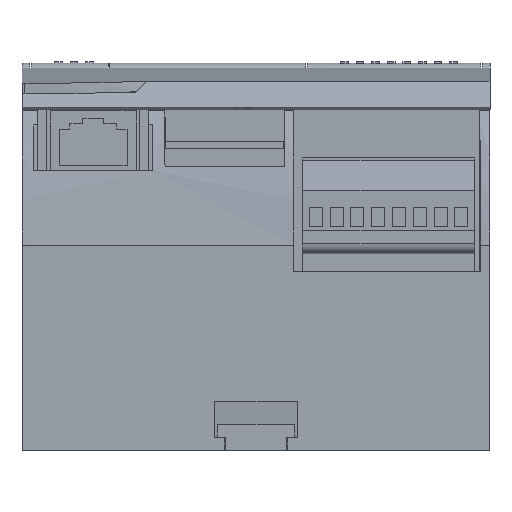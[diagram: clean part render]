
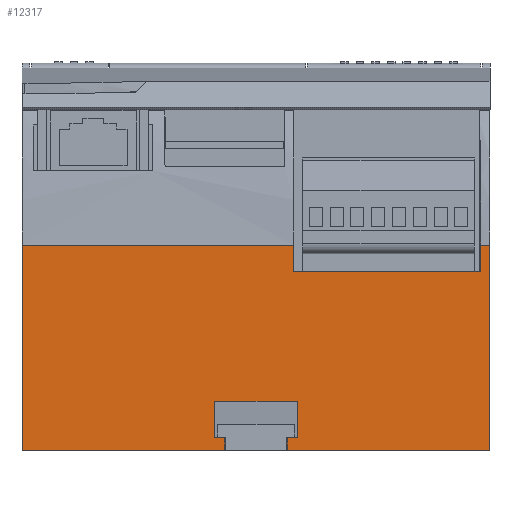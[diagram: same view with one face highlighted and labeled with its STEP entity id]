
A CAD part, front view. The second image highlights one B-rep face of the part: STEP entity #12317.
In plain terms, the highlighted planar face has unit normal (0, -1, 0).
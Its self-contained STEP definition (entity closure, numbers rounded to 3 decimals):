
#12317=ADVANCED_FACE('',(#18545),#15636,.F.);
#15636=PLANE('',#68561);
#18545=FACE_OUTER_BOUND('',#21595,.T.);
#21595=EDGE_LOOP('',(#39489,#39490,#39491,#39492,#39493,#39494,#39495,#39496,
#39497,#39498,#39499,#39500,#39501,#39502,#39503,#39504));
#25332=LINE('',#85956,#32229);
#25336=LINE('',#85963,#32233);
#25365=LINE('',#86030,#32262);
#25366=LINE('',#86033,#32263);
#25367=LINE('',#86035,#32264);
#25368=LINE('',#86037,#32265);
#25369=LINE('',#86039,#32266);
#25370=LINE('',#86041,#32267);
#25371=LINE('',#86043,#32268);
#25372=LINE('',#86044,#32269);
#25373=LINE('',#86046,#32270);
#25374=LINE('',#86048,#32271);
#25375=LINE('',#86049,#32272);
#25376=LINE('',#86051,#32273);
#25377=LINE('',#86053,#32274);
#25378=LINE('',#86055,#32275);
#32229=VECTOR('',#71995,1.);
#32233=VECTOR('',#72003,1.);
#32262=VECTOR('',#72040,1.);
#32263=VECTOR('',#72041,1.);
#32264=VECTOR('',#72042,1.);
#32265=VECTOR('',#72043,1.);
#32266=VECTOR('',#72044,1.);
#32267=VECTOR('',#72045,1.);
#32268=VECTOR('',#72046,1.);
#32269=VECTOR('',#72047,1.);
#32270=VECTOR('',#72048,1.);
#32271=VECTOR('',#72049,1.);
#32272=VECTOR('',#72050,1.);
#32273=VECTOR('',#72051,1.);
#32274=VECTOR('',#72052,1.);
#32275=VECTOR('',#72053,1.);
#39489=ORIENTED_EDGE('',*,*,#60454,.F.);
#39490=ORIENTED_EDGE('',*,*,#60455,.T.);
#39491=ORIENTED_EDGE('',*,*,#60456,.T.);
#39492=ORIENTED_EDGE('',*,*,#60457,.F.);
#39493=ORIENTED_EDGE('',*,*,#60458,.F.);
#39494=ORIENTED_EDGE('',*,*,#60459,.F.);
#39495=ORIENTED_EDGE('',*,*,#60460,.T.);
#39496=ORIENTED_EDGE('',*,*,#60423,.T.);
#39497=ORIENTED_EDGE('',*,*,#60461,.T.);
#39498=ORIENTED_EDGE('',*,*,#60462,.F.);
#39499=ORIENTED_EDGE('',*,*,#60463,.T.);
#39500=ORIENTED_EDGE('',*,*,#60419,.F.);
#39501=ORIENTED_EDGE('',*,*,#60464,.T.);
#39502=ORIENTED_EDGE('',*,*,#60465,.T.);
#39503=ORIENTED_EDGE('',*,*,#60466,.T.);
#39504=ORIENTED_EDGE('',*,*,#60467,.F.);
#55127=VERTEX_POINT('',#85955);
#55128=VERTEX_POINT('',#85957);
#55129=VERTEX_POINT('',#85964);
#55130=VERTEX_POINT('',#85965);
#55155=VERTEX_POINT('',#86031);
#55156=VERTEX_POINT('',#86032);
#55157=VERTEX_POINT('',#86034);
#55158=VERTEX_POINT('',#86036);
#55159=VERTEX_POINT('',#86038);
#55160=VERTEX_POINT('',#86040);
#55161=VERTEX_POINT('',#86042);
#55162=VERTEX_POINT('',#86045);
#55163=VERTEX_POINT('',#86047);
#55164=VERTEX_POINT('',#86050);
#55165=VERTEX_POINT('',#86052);
#55166=VERTEX_POINT('',#86054);
#60419=EDGE_CURVE('',#55127,#55128,#25332,.T.);
#60423=EDGE_CURVE('',#55129,#55130,#25336,.T.);
#60454=EDGE_CURVE('',#55155,#55156,#25365,.T.);
#60455=EDGE_CURVE('',#55155,#55157,#25366,.T.);
#60456=EDGE_CURVE('',#55157,#55158,#25367,.T.);
#60457=EDGE_CURVE('',#55159,#55158,#25368,.T.);
#60458=EDGE_CURVE('',#55160,#55159,#25369,.T.);
#60459=EDGE_CURVE('',#55161,#55160,#25370,.T.);
#60460=EDGE_CURVE('',#55161,#55129,#25371,.T.);
#60461=EDGE_CURVE('',#55130,#55162,#25372,.T.);
#60462=EDGE_CURVE('',#55163,#55162,#25373,.T.);
#60463=EDGE_CURVE('',#55163,#55128,#25374,.T.);
#60464=EDGE_CURVE('',#55127,#55164,#25375,.T.);
#60465=EDGE_CURVE('',#55164,#55165,#25376,.T.);
#60466=EDGE_CURVE('',#55165,#55166,#25377,.T.);
#60467=EDGE_CURVE('',#55156,#55166,#25378,.T.);
#68561=AXIS2_PLACEMENT_3D('',#86056,#72054,#72055);
#71995=DIRECTION('',(-1.,0.,0.));
#72003=DIRECTION('',(-1.,0.,0.));
#72040=DIRECTION('',(0.,0.,1.));
#72041=DIRECTION('',(-1.,0.,0.));
#72042=DIRECTION('',(0.,0.,-1.));
#72043=DIRECTION('',(-1.,0.,0.));
#72044=DIRECTION('',(0.,0.,-1.));
#72045=DIRECTION('',(1.,0.,0.));
#72046=DIRECTION('',(0.,0.,-1.));
#72047=DIRECTION('',(0.,0.,1.));
#72048=DIRECTION('',(1.,0.,0.));
#72049=DIRECTION('',(0.,0.,-1.));
#72050=DIRECTION('',(0.,0.,1.));
#72051=DIRECTION('',(-1.,0.,0.));
#72052=DIRECTION('',(0.,0.,1.));
#72053=DIRECTION('',(-1.,0.,0.));
#72054=DIRECTION('',(0.,1.,0.));
#72055=DIRECTION('',(0.,0.,1.));
#85955=CARTESIAN_POINT('',(39.,0.,-30.98));
#85956=CARTESIAN_POINT('',(90.,0.,-30.98));
#85957=CARTESIAN_POINT('',(0.,0.,-30.98));
#85963=CARTESIAN_POINT('',(90.,0.,3.52));
#85964=CARTESIAN_POINT('',(88.268,0.,3.52));
#85965=CARTESIAN_POINT('',(52.248,0.,3.52));
#86030=CARTESIAN_POINT('',(52.95,0.,-28.502));
#86031=CARTESIAN_POINT('',(52.95,0.,-28.502));
#86032=CARTESIAN_POINT('',(52.95,0.,-21.502));
#86033=CARTESIAN_POINT('',(52.95,0.,-28.502));
#86034=CARTESIAN_POINT('',(51.,0.,-28.502));
#86035=CARTESIAN_POINT('',(51.,0.,3.52));
#86036=CARTESIAN_POINT('',(51.,0.,-30.98));
#86037=CARTESIAN_POINT('',(90.,0.,-30.98));
#86038=CARTESIAN_POINT('',(90.,0.,-30.98));
#86039=CARTESIAN_POINT('',(90.,0.,3.52));
#86040=CARTESIAN_POINT('',(90.,0.,8.521));
#86041=CARTESIAN_POINT('',(-10.,0.,8.521));
#86042=CARTESIAN_POINT('',(88.268,0.,8.521));
#86043=CARTESIAN_POINT('',(88.268,0.,103.52));
#86044=CARTESIAN_POINT('',(52.248,0.,42.52));
#86045=CARTESIAN_POINT('',(52.248,0.,8.521));
#86046=CARTESIAN_POINT('',(-10.,0.,8.521));
#86047=CARTESIAN_POINT('',(0.,0.,8.521));
#86048=CARTESIAN_POINT('',(0.,0.,3.52));
#86049=CARTESIAN_POINT('',(39.,0.,3.52));
#86050=CARTESIAN_POINT('',(39.,0.,-28.502));
#86051=CARTESIAN_POINT('',(52.95,0.,-28.502));
#86052=CARTESIAN_POINT('',(37.05,0.,-28.502));
#86053=CARTESIAN_POINT('',(37.05,0.,-28.502));
#86054=CARTESIAN_POINT('',(37.05,0.,-21.502));
#86055=CARTESIAN_POINT('',(52.95,0.,-21.502));
#86056=CARTESIAN_POINT('',(90.,0.,3.52));
